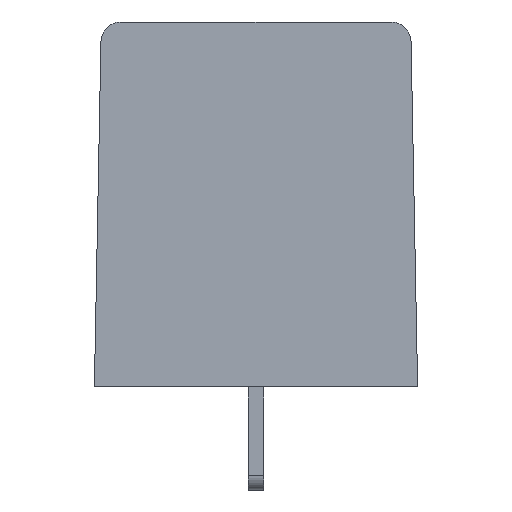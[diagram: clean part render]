
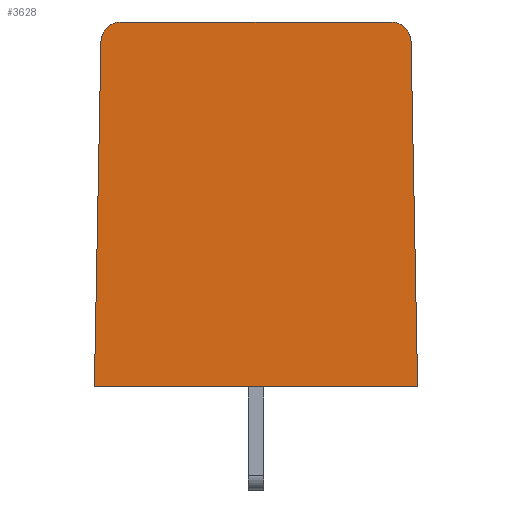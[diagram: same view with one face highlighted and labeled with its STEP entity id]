
A CAD part, left-side view. The second image highlights one B-rep face of the part: STEP entity #3628.
In plain terms, the highlighted planar face has unit normal (-1, 0, 0.011).
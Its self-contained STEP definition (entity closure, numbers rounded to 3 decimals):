
#3628=ADVANCED_FACE('',(#8154),#8156,.T.);
#8154=FACE_BOUND('',#8155,.T.);
#8155=EDGE_LOOP('',(#11952,#11953,#11954,#11955,#11956,#11957));
#8156=PLANE('',#8157);
#8157=AXIS2_PLACEMENT_3D('',#8158,#8159,#8160);
#8158=CARTESIAN_POINT('',(-29.45,8.15,0.));
#8159=DIRECTION('',(-1.,0.,0.011));
#8160=DIRECTION('',(0.,-1.,0.));
#11952=ORIENTED_EDGE('',*,*,#14074,.F.);
#11953=ORIENTED_EDGE('',*,*,#14083,.F.);
#11954=ORIENTED_EDGE('',*,*,#14081,.F.);
#11955=ORIENTED_EDGE('',*,*,#14080,.F.);
#11956=ORIENTED_EDGE('',*,*,#14077,.T.);
#11957=ORIENTED_EDGE('',*,*,#14075,.T.);
#14074=EDGE_CURVE('',#16303,#16301,#16305,.F.);
#14075=EDGE_CURVE('',#16306,#16301,#16307,.T.);
#14077=EDGE_CURVE('',#16309,#16306,#16310,.T.);
#14080=EDGE_CURVE('',#16309,#16312,#16314,.T.);
#14081=EDGE_CURVE('',#16312,#16315,#16316,.T.);
#14083=EDGE_CURVE('',#16315,#16303,#16318,.T.);
#16301=VERTEX_POINT('',#20927);
#16303=VERTEX_POINT('',#20931);
#16305=(BOUNDED_CURVE()B_SPLINE_CURVE(3,
(#20935,#20936,#20937,#20938),
.UNSPECIFIED.,.F.,.F.)B_SPLINE_CURVE_WITH_KNOTS((4,4),
(0.,1.),
.UNSPECIFIED.)CURVE()GEOMETRIC_REPRESENTATION_ITEM()RATIONAL_B_SPLINE_CURVE((1.,
0.809,0.809,1.))REPRESENTATION_ITEM(''));
#16306=VERTEX_POINT('',#20939);
#16307=LINE('',#20940,#20941);
#16309=VERTEX_POINT('',#20946);
#16310=LINE('',#20947,#20948);
#16312=VERTEX_POINT('',#20953);
#16314=LINE('',#20957,#20958);
#16315=VERTEX_POINT('',#20960);
#16316=(BOUNDED_CURVE()B_SPLINE_CURVE(3,
(#20961,#20962,#20963,#20964),
.UNSPECIFIED.,.F.,.F.)B_SPLINE_CURVE_WITH_KNOTS((4,4),
(0.,1.),
.UNSPECIFIED.)CURVE()GEOMETRIC_REPRESENTATION_ITEM()RATIONAL_B_SPLINE_CURVE((1.,
0.809,0.809,1.))REPRESENTATION_ITEM(''));
#16318=LINE('',#20968,#20969);
#20927=CARTESIAN_POINT('',(-29.261,-7.819,17.419));
#20931=CARTESIAN_POINT('',(-29.25,-6.819,18.4));
#20935=CARTESIAN_POINT('',(-29.261,-7.819,17.419));
#20936=CARTESIAN_POINT('',(-29.254,-7.808,17.996));
#20937=CARTESIAN_POINT('',(-29.25,-7.396,18.4));
#20938=CARTESIAN_POINT('',(-29.25,-6.819,18.4));
#20939=CARTESIAN_POINT('',(-29.45,-8.15,0.));
#20940=CARTESIAN_POINT('',(-29.45,-8.15,0.));
#20941=VECTOR('',#20942,1.);
#20942=DIRECTION('',(0.011,0.019,1.));
#20946=CARTESIAN_POINT('',(-29.45,8.15,0.));
#20947=CARTESIAN_POINT('',(-29.45,8.15,0.));
#20948=VECTOR('',#20949,1.);
#20949=DIRECTION('',(0.,-1.,0.));
#20953=CARTESIAN_POINT('',(-29.261,7.819,17.419));
#20957=CARTESIAN_POINT('',(-29.45,8.15,0.));
#20958=VECTOR('',#20959,1.);
#20959=DIRECTION('',(0.011,-0.019,1.));
#20960=CARTESIAN_POINT('',(-29.25,6.819,18.4));
#20961=CARTESIAN_POINT('',(-29.261,7.819,17.419));
#20962=CARTESIAN_POINT('',(-29.254,7.808,17.996));
#20963=CARTESIAN_POINT('',(-29.25,7.396,18.4));
#20964=CARTESIAN_POINT('',(-29.25,6.819,18.4));
#20968=CARTESIAN_POINT('',(-29.25,6.819,18.4));
#20969=VECTOR('',#20970,1.);
#20970=DIRECTION('',(0.,-1.,0.));
